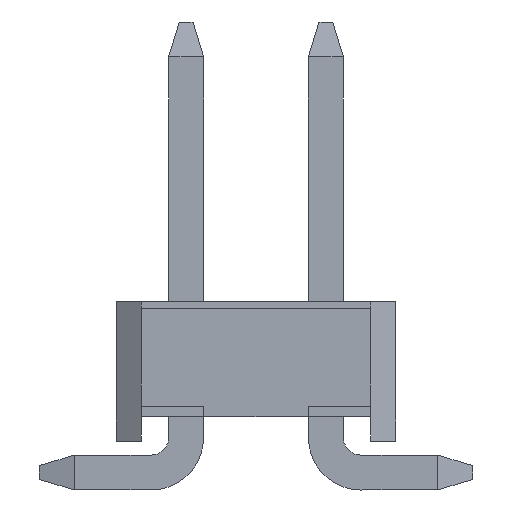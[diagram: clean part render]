
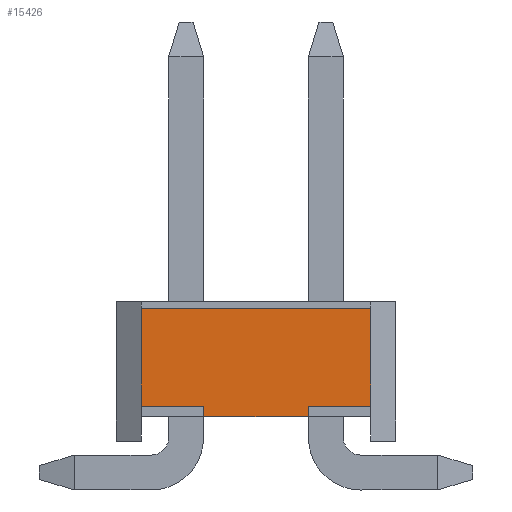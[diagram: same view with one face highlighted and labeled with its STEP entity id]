
A CAD part, front view. The second image highlights one B-rep face of the part: STEP entity #15426.
In plain terms, the highlighted face is planar.
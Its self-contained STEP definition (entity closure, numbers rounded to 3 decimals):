
#4212=ORIENTED_EDGE('',*,*,#6538,.T.);
#4213=ORIENTED_EDGE('',*,*,#5391,.F.);
#4214=ORIENTED_EDGE('',*,*,#5385,.T.);
#4215=ORIENTED_EDGE('',*,*,#6539,.T.);
#4216=ORIENTED_EDGE('',*,*,#5406,.T.);
#4217=ORIENTED_EDGE('',*,*,#5411,.T.);
#4218=ORIENTED_EDGE('',*,*,#6537,.T.);
#4219=ORIENTED_EDGE('',*,*,#5425,.F.);
#5385=EDGE_CURVE('',#7123,#7124,#8717,.T.);
#5391=EDGE_CURVE('',#7123,#7128,#8723,.T.);
#5406=EDGE_CURVE('',#7138,#7140,#8738,.T.);
#5411=EDGE_CURVE('',#7140,#7143,#8743,.T.);
#5425=EDGE_CURVE('',#7155,#7154,#8757,.T.);
#6537=EDGE_CURVE('',#7143,#7154,#9869,.T.);
#6538=EDGE_CURVE('',#7155,#7128,#9870,.T.);
#6539=EDGE_CURVE('',#7124,#7138,#9871,.T.);
#7123=VERTEX_POINT('',#22581);
#7124=VERTEX_POINT('',#22582);
#7128=VERTEX_POINT('',#22591);
#7138=VERTEX_POINT('',#22620);
#7140=VERTEX_POINT('',#22624);
#7143=VERTEX_POINT('',#22634);
#7154=VERTEX_POINT('',#22662);
#7155=VERTEX_POINT('',#22664);
#8717=LINE('',#22580,#10745);
#8723=LINE('',#22593,#10751);
#8738=LINE('',#22625,#10766);
#8743=LINE('',#22635,#10771);
#8757=LINE('',#22665,#10785);
#9869=LINE('',#24884,#11897);
#9870=LINE('',#24886,#11898);
#9871=LINE('',#24888,#11899);
#10745=VECTOR('',#18566,1000.);
#10751=VECTOR('',#18574,1000.);
#10766=VECTOR('',#18599,1000.);
#10771=VECTOR('',#18608,1000.);
#10785=VECTOR('',#18630,1000.);
#11897=VECTOR('',#20580,1000.);
#11898=VECTOR('',#20583,1000.);
#11899=VECTOR('',#20586,1000.);
#12792=EDGE_LOOP('',(#4212,#4213,#4214,#4215,#4216,#4217,#4218,#4219));
#13710=FACE_BOUND('',#12792,.T.);
#14556=PLANE('',#16624);
#15426=ADVANCED_FACE('',(#13710),#14556,.T.);
#16624=AXIS2_PLACEMENT_3D('',#24887,#20584,#20585);
#18566=DIRECTION('',(0.,0.,-1.));
#18574=DIRECTION('',(0.,1.,0.));
#18599=DIRECTION('',(0.,0.,1.));
#18608=DIRECTION('',(0.,-1.,0.));
#18630=DIRECTION('',(0.,-1.,0.));
#20580=DIRECTION('',(0.,0.,1.));
#20583=DIRECTION('',(0.,0.,-1.));
#20584=DIRECTION('',(-1.,0.,0.));
#20585=DIRECTION('',(0.,0.,1.));
#20586=DIRECTION('',(0.,-1.,0.));
#22580=CARTESIAN_POINT('',(-12.,0.75,-0.5));
#22581=CARTESIAN_POINT('',(-12.,0.75,-0.5));
#22582=CARTESIAN_POINT('',(-12.,0.75,-0.65));
#22591=CARTESIAN_POINT('',(-12.,1.64,-0.5));
#22593=CARTESIAN_POINT('',(-12.,0.75,-0.5));
#22620=CARTESIAN_POINT('',(-12.,-0.75,-0.65));
#22624=CARTESIAN_POINT('',(-12.,-0.75,-0.5));
#22625=CARTESIAN_POINT('',(-12.,-0.75,-0.65));
#22634=CARTESIAN_POINT('',(-12.,-1.64,-0.5));
#22635=CARTESIAN_POINT('',(-12.,-0.75,-0.5));
#22662=CARTESIAN_POINT('',(-12.,-1.64,0.9));
#22664=CARTESIAN_POINT('',(-12.,1.64,0.9));
#22665=CARTESIAN_POINT('',(-12.,1.64,0.9));
#24884=CARTESIAN_POINT('',(-12.,-1.64,0.));
#24886=CARTESIAN_POINT('',(-12.,1.64,0.));
#24887=CARTESIAN_POINT('',(-12.,0.,0.));
#24888=CARTESIAN_POINT('',(-12.,0.,-0.65));
